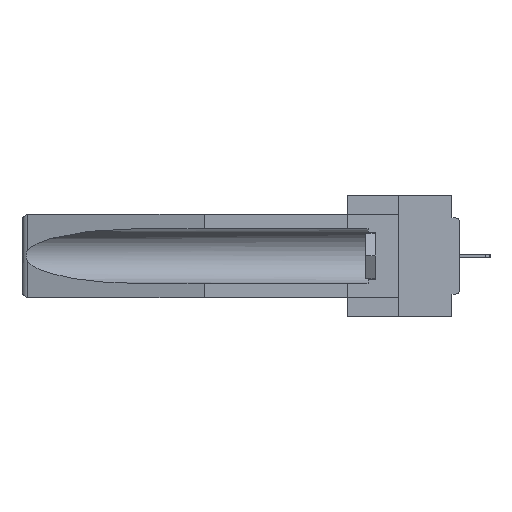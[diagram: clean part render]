
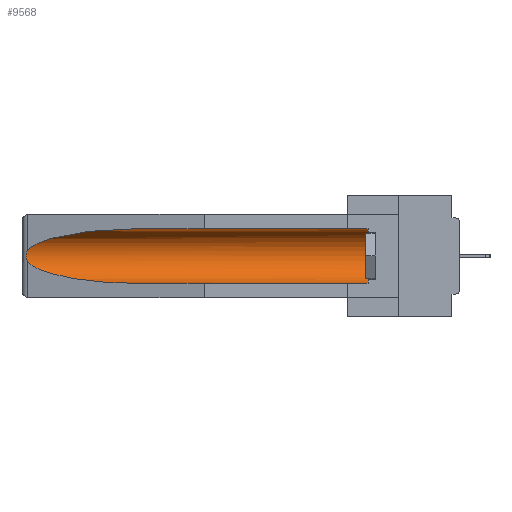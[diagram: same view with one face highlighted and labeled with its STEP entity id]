
A CAD part, left-side view. The second image highlights one B-rep face of the part: STEP entity #9568.
In plain terms, the highlighted cylindrical face has radius 2.857 mm (diameter 5.715 mm), a partial arc.
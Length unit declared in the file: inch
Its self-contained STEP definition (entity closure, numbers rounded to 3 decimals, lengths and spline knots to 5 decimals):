
#83 = CARTESIAN_POINT ( 'NONE',  ( 0.155, 0.126, -0.059 ) ) ;
#318 = ORIENTED_EDGE ( 'NONE', *, *, #25803, .T. ) ;
#2454 = CARTESIAN_POINT ( 'NONE',  ( 0.26597, 1.52961, -0.15275 ) ) ;
#3696 = DIRECTION ( 'NONE',  ( 0., 0., 1. ) ) ;
#4277 =( BOUNDED_CURVE ( )  B_SPLINE_CURVE ( 3, ( #14576, #9009, #20538, #18149 ),
 .UNSPECIFIED., .F., .F. ) 
 B_SPLINE_CURVE_WITH_KNOTS ( ( 4, 4 ),
 ( 4.71239, 6.08839 ),
 .UNSPECIFIED. ) 
 CURVE ( )  GEOMETRIC_REPRESENTATION_ITEM ( )  RATIONAL_B_SPLINE_CURVE ( ( 1., 0.848, 0.848, 1. ) ) 
 REPRESENTATION_ITEM ( '' )  );
#5604 = CIRCLE ( 'NONE', #29628, 0.1125 ) ;
#7645 = CARTESIAN_POINT ( 'NONE',  ( 0.25451, 1.48313, -0.24835 ) ) ;
#8337 = VECTOR ( 'NONE', #10405, 39.37008 ) ;
#8367 = CARTESIAN_POINT ( 'NONE',  ( 0.26654, 1.53092, -0.15636 ) ) ;
#8571 = CARTESIAN_POINT ( 'NONE',  ( 0.2675, 1.53308, -0.17534 ) ) ;
#8817 = AXIS2_PLACEMENT_3D ( 'NONE', #11594, #23681, #24070 ) ;
#9009 = CARTESIAN_POINT ( 'NONE',  ( 0.21114, 1.30732, -0.059 ) ) ;
#9180 = DIRECTION ( 'NONE',  ( 0., 1., 0. ) ) ;
#9568 = ADVANCED_FACE ( 'NONE', ( #14564 ), #38737, .F. ) ;
#9603 = DIRECTION ( 'NONE',  ( 0., -1., 0. ) ) ;
#10405 = DIRECTION ( 'NONE',  ( 0., 1., 0. ) ) ;
#10609 = EDGE_CURVE ( 'NONE', #22605, #30403, #35175, .T. ) ;
#10983 = VERTEX_POINT ( 'NONE', #29785 ) ;
#11011 = CARTESIAN_POINT ( 'NONE',  ( 0.21114, 1.30732, -0.284 ) ) ;
#11594 = CARTESIAN_POINT ( 'NONE',  ( 0.155, -0.30754, -0.1715 ) ) ;
#11739 = CARTESIAN_POINT ( 'NONE',  ( 0.26655, 1.53094, -0.18657 ) ) ;
#14564 = FACE_OUTER_BOUND ( 'NONE', #37514, .T. ) ;
#14576 = CARTESIAN_POINT ( 'NONE',  ( 0.155, 1.07973, -0.059 ) ) ;
#14679 = ORIENTED_EDGE ( 'NONE', *, *, #24491, .F. ) ;
#14702 = CARTESIAN_POINT ( 'NONE',  ( 0.26537, 1.52718, -0.14972 ) ) ;
#16711 = CARTESIAN_POINT ( 'NONE',  ( 0.26537, 1.52718, -0.14972 ) ) ;
#17957 = VERTEX_POINT ( 'NONE', #16711 ) ;
#18057 = CARTESIAN_POINT ( 'NONE',  ( 0.26537, 1.52718, -0.19328 ) ) ;
#18149 = CARTESIAN_POINT ( 'NONE',  ( 0.26537, 1.52718, -0.14972 ) ) ;
#18406 = CARTESIAN_POINT ( 'NONE',  ( 0.155, 0.126, -0.284 ) ) ;
#19210 = EDGE_CURVE ( 'NONE', #20425, #10983, #27427, .T. ) ;
#19936 = CARTESIAN_POINT ( 'NONE',  ( 0.155, -0.30754, -0.284 ) ) ;
#20425 = VERTEX_POINT ( 'NONE', #83 ) ;
#20538 = CARTESIAN_POINT ( 'NONE',  ( 0.25451, 1.48313, -0.09465 ) ) ;
#20672 = CARTESIAN_POINT ( 'NONE',  ( 0.26597, 1.5296, -0.19026 ) ) ;
#20736 = EDGE_CURVE ( 'NONE', #17957, #22605, #28385, .T. ) ;
#21074 = ORIENTED_EDGE ( 'NONE', *, *, #34618, .T. ) ;
#22605 = VERTEX_POINT ( 'NONE', #18057 ) ;
#23681 = DIRECTION ( 'NONE',  ( 0., 1., 0. ) ) ;
#23825 = CARTESIAN_POINT ( 'NONE',  ( 0.26537, 1.52718, -0.19328 ) ) ;
#24021 = CARTESIAN_POINT ( 'NONE',  ( 0.2673, 1.5327, -0.16383 ) ) ;
#24070 = DIRECTION ( 'NONE',  ( 0., 0., 1. ) ) ;
#24491 = EDGE_CURVE ( 'NONE', #32754, #30403, #29033, .T. ) ;
#25579 = CARTESIAN_POINT ( 'NONE',  ( 0.155, 1.07973, -0.284 ) ) ;
#25803 = EDGE_CURVE ( 'NONE', #10983, #17957, #4277, .T. ) ;
#27427 = LINE ( 'NONE', #30976, #38457 ) ;
#28385 = B_SPLINE_CURVE_WITH_KNOTS ( 'NONE', 3,
 ( #14702, #2454, #8367, #24021, #36110, #8571, #38295, #11739, #20672, #23825 ),
 .UNSPECIFIED., .F., .F.,
 ( 4, 2, 2, 2, 4 ),
 ( 0., 0.00029, 0.00058, 0.00087, 0.00117 ),
 .UNSPECIFIED. ) ;
#28646 = CARTESIAN_POINT ( 'NONE',  ( 0.26537, 1.52718, -0.19328 ) ) ;
#29033 = LINE ( 'NONE', #19936, #8337 ) ;
#29628 = AXIS2_PLACEMENT_3D ( 'NONE', #30822, #9603, #3696 ) ;
#29716 = ORIENTED_EDGE ( 'NONE', *, *, #19210, .T. ) ;
#29785 = CARTESIAN_POINT ( 'NONE',  ( 0.155, 1.07973, -0.059 ) ) ;
#30263 = ORIENTED_EDGE ( 'NONE', *, *, #10609, .T. ) ;
#30403 = VERTEX_POINT ( 'NONE', #25579 ) ;
#30822 = CARTESIAN_POINT ( 'NONE',  ( 0.155, 0.126, -0.1715 ) ) ;
#30976 = CARTESIAN_POINT ( 'NONE',  ( 0.155, -0.30754, -0.059 ) ) ;
#32754 = VERTEX_POINT ( 'NONE', #18406 ) ;
#34408 = ORIENTED_EDGE ( 'NONE', *, *, #20736, .T. ) ;
#34618 = EDGE_CURVE ( 'NONE', #32754, #20425, #5604, .T. ) ;
#35175 =( BOUNDED_CURVE ( )  B_SPLINE_CURVE ( 3, ( #28646, #7645, #11011, #37760 ),
 .UNSPECIFIED., .F., .T. ) 
 B_SPLINE_CURVE_WITH_KNOTS ( ( 4, 4 ),
 ( 0.1948, 1.5708 ),
 .UNSPECIFIED. ) 
 CURVE ( )  GEOMETRIC_REPRESENTATION_ITEM ( )  RATIONAL_B_SPLINE_CURVE ( ( 1., 0.848, 0.848, 1. ) ) 
 REPRESENTATION_ITEM ( '' )  );
#36110 = CARTESIAN_POINT ( 'NONE',  ( 0.2675, 1.53308, -0.16763 ) ) ;
#37514 = EDGE_LOOP ( 'NONE', ( #318, #34408, #30263, #14679, #21074, #29716 ) ) ;
#37760 = CARTESIAN_POINT ( 'NONE',  ( 0.155, 1.07973, -0.284 ) ) ;
#38295 = CARTESIAN_POINT ( 'NONE',  ( 0.2673, 1.53269, -0.17917 ) ) ;
#38457 = VECTOR ( 'NONE', #9180, 39.37008 ) ;
#38737 = CYLINDRICAL_SURFACE ( 'NONE', #8817, 0.1125 ) ;
